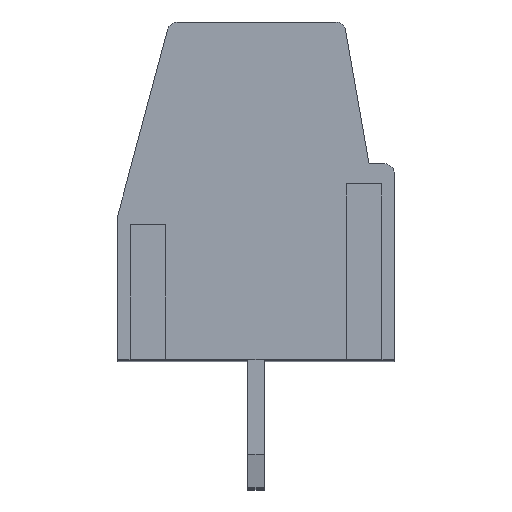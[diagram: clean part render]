
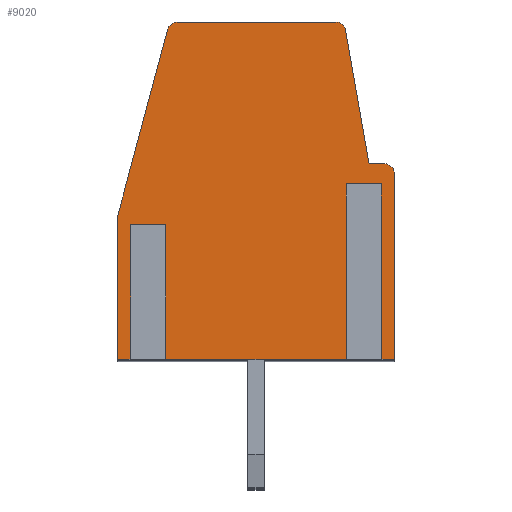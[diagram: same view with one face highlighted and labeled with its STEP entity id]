
A CAD part, top view. The second image highlights one B-rep face of the part: STEP entity #9020.
In plain terms, the highlighted planar face has unit normal (0, 0, 1).
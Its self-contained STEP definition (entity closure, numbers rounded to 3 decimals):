
#17 = VECTOR ( 'NONE', #9172, 1000. ) ;
#142 = DIRECTION ( 'NONE',  ( -1., 0., 0. ) ) ;
#147 = ORIENTED_EDGE ( 'NONE', *, *, #8424, .F. ) ;
#285 = DIRECTION ( 'NONE',  ( 0., 0., -1. ) ) ;
#318 = CARTESIAN_POINT ( 'NONE',  ( 1.213, 5.8, 12.7 ) ) ;
#400 = DIRECTION ( 'NONE',  ( 0., -1., 0. ) ) ;
#648 = DIRECTION ( 'NONE',  ( 0., 0., -1. ) ) ;
#692 = ORIENTED_EDGE ( 'NONE', *, *, #3560, .F. ) ;
#738 = CARTESIAN_POINT ( 'NONE',  ( 0., 0., 12.7 ) ) ;
#741 = LINE ( 'NONE', #1821, #17 ) ;
#749 = CIRCLE ( 'NONE', #10901, 0.3 ) ;
#766 = VERTEX_POINT ( 'NONE', #3691 ) ;
#768 = VERTEX_POINT ( 'NONE', #885 ) ;
#855 = EDGE_CURVE ( 'NONE', #4941, #10920, #10948, .T. ) ;
#885 = CARTESIAN_POINT ( 'NONE',  ( 6.753, 9.752, 12.7 ) ) ;
#963 = VERTEX_POINT ( 'NONE', #1523 ) ;
#976 = CIRCLE ( 'NONE', #8274, 0.3 ) ;
#1046 = CARTESIAN_POINT ( 'NONE',  ( 0.613, 0., 12.7 ) ) ;
#1175 = VECTOR ( 'NONE', #11432, 1000. ) ;
#1194 = CARTESIAN_POINT ( 'NONE',  ( 7.588, 0., 12.7 ) ) ;
#1327 = CARTESIAN_POINT ( 'NONE',  ( 6.458, 9.7, 12.7 ) ) ;
#1443 = DIRECTION ( 'NONE',  ( 0.259, 0.966, 0. ) ) ;
#1448 = EDGE_CURVE ( 'NONE', #3956, #2320, #8536, .T. ) ;
#1494 = ORIENTED_EDGE ( 'NONE', *, *, #5240, .F. ) ;
#1523 = CARTESIAN_POINT ( 'NONE',  ( 0., 4.25, 12.7 ) ) ;
#1670 = CARTESIAN_POINT ( 'NONE',  ( 8.2, 0., 12.7 ) ) ;
#1704 = DIRECTION ( 'NONE',  ( -1., 0., 0. ) ) ;
#1772 = CARTESIAN_POINT ( 'NONE',  ( 6.458, 10., 12.7 ) ) ;
#1788 = CARTESIAN_POINT ( 'NONE',  ( 7.588, 5.2, 12.7 ) ) ;
#1795 = DIRECTION ( 'NONE',  ( -1., 0., 0. ) ) ;
#1803 = EDGE_CURVE ( 'NONE', #6015, #3956, #749, .T. ) ;
#1818 = LINE ( 'NONE', #5550, #8952 ) ;
#1821 = CARTESIAN_POINT ( 'NONE',  ( 8.2, 0., 12.7 ) ) ;
#1898 = DIRECTION ( 'NONE',  ( -1., 0., 0. ) ) ;
#2144 = AXIS2_PLACEMENT_3D ( 'NONE', #7672, #285, #1898 ) ;
#2184 = ORIENTED_EDGE ( 'NONE', *, *, #1803, .F. ) ;
#2207 = DIRECTION ( 'NONE',  ( 0., 0., -1. ) ) ;
#2320 = VERTEX_POINT ( 'NONE', #1772 ) ;
#2500 = VECTOR ( 'NONE', #8416, 1000. ) ;
#2544 = VECTOR ( 'NONE', #6454, 1000. ) ;
#2619 = ORIENTED_EDGE ( 'NONE', *, *, #855, .F. ) ;
#2659 = EDGE_CURVE ( 'NONE', #8392, #9005, #8909, .T. ) ;
#2923 = LINE ( 'NONE', #4969, #6506 ) ;
#3009 = CARTESIAN_POINT ( 'NONE',  ( 6.988, 0., 12.7 ) ) ;
#3262 = CARTESIAN_POINT ( 'NONE',  ( 0., 0., 12.7 ) ) ;
#3284 = VECTOR ( 'NONE', #4621, 1000. ) ;
#3299 = CARTESIAN_POINT ( 'NONE',  ( 8.2, 4., 12.7 ) ) ;
#3424 = VECTOR ( 'NONE', #4686, 1000. ) ;
#3543 = ORIENTED_EDGE ( 'NONE', *, *, #4121, .F. ) ;
#3560 = EDGE_CURVE ( 'NONE', #768, #766, #8235, .T. ) ;
#3566 = CARTESIAN_POINT ( 'NONE',  ( 1.771, 10., 12.7 ) ) ;
#3691 = CARTESIAN_POINT ( 'NONE',  ( 7.45, 5.8, 12.7 ) ) ;
#3779 = VERTEX_POINT ( 'NONE', #1194 ) ;
#3956 = VERTEX_POINT ( 'NONE', #3566 ) ;
#3983 = EDGE_CURVE ( 'NONE', #766, #4174, #8406, .T. ) ;
#4028 = ORIENTED_EDGE ( 'NONE', *, *, #9230, .F. ) ;
#4121 = EDGE_CURVE ( 'NONE', #8951, #4941, #1818, .T. ) ;
#4143 = VERTEX_POINT ( 'NONE', #10933 ) ;
#4174 = VERTEX_POINT ( 'NONE', #8329 ) ;
#4372 = LINE ( 'NONE', #1670, #10183 ) ;
#4621 = DIRECTION ( 'NONE',  ( 0.174, -0.985, 0. ) ) ;
#4680 = PLANE ( 'NONE',  #2144 ) ;
#4686 = DIRECTION ( 'NONE',  ( 1., 0., 0. ) ) ;
#4696 = VECTOR ( 'NONE', #1443, 1000. ) ;
#4941 = VERTEX_POINT ( 'NONE', #10509 ) ;
#4969 = CARTESIAN_POINT ( 'NONE',  ( 0.613, 5.8, 12.7 ) ) ;
#4990 = ORIENTED_EDGE ( 'NONE', *, *, #1448, .F. ) ;
#5160 = LINE ( 'NONE', #7992, #1175 ) ;
#5170 = DIRECTION ( 'NONE',  ( -1., 0., 0. ) ) ;
#5240 = EDGE_CURVE ( 'NONE', #4143, #8925, #11326, .T. ) ;
#5523 = LINE ( 'NONE', #7336, #2500 ) ;
#5524 = CARTESIAN_POINT ( 'NONE',  ( 8.2, 10., 12.7 ) ) ;
#5550 = CARTESIAN_POINT ( 'NONE',  ( 8.2, 5.2, 12.7 ) ) ;
#5567 = ORIENTED_EDGE ( 'NONE', *, *, #6563, .F. ) ;
#5619 = VECTOR ( 'NONE', #9116, 1000. ) ;
#5685 = EDGE_CURVE ( 'NONE', #9005, #11140, #2923, .T. ) ;
#5989 = AXIS2_PLACEMENT_3D ( 'NONE', #10426, #2207, #1704 ) ;
#5999 = VERTEX_POINT ( 'NONE', #7845 ) ;
#6015 = VERTEX_POINT ( 'NONE', #7912 ) ;
#6107 = VERTEX_POINT ( 'NONE', #3262 ) ;
#6195 = CARTESIAN_POINT ( 'NONE',  ( 0., 4.25, 12.7 ) ) ;
#6454 = DIRECTION ( 'NONE',  ( 1., 0., 0. ) ) ;
#6506 = VECTOR ( 'NONE', #400, 1000. ) ;
#6520 = CARTESIAN_POINT ( 'NONE',  ( 7.45, 5.8, 12.7 ) ) ;
#6534 = CARTESIAN_POINT ( 'NONE',  ( 6.753, 9.752, 12.7 ) ) ;
#6563 = EDGE_CURVE ( 'NONE', #10920, #5999, #741, .T. ) ;
#6748 = ORIENTED_EDGE ( 'NONE', *, *, #5685, .F. ) ;
#6772 = EDGE_CURVE ( 'NONE', #11140, #6107, #4372, .T. ) ;
#6797 = ORIENTED_EDGE ( 'NONE', *, *, #3983, .F. ) ;
#6816 = EDGE_CURVE ( 'NONE', #8925, #3779, #5523, .T. ) ;
#7076 = CARTESIAN_POINT ( 'NONE',  ( 1.771, 9.7, 12.7 ) ) ;
#7336 = CARTESIAN_POINT ( 'NONE',  ( 8.2, 0., 12.7 ) ) ;
#7597 = CARTESIAN_POINT ( 'NONE',  ( 1.213, 4., 12.7 ) ) ;
#7629 = DIRECTION ( 'NONE',  ( 0., -1., 0. ) ) ;
#7672 = CARTESIAN_POINT ( 'NONE',  ( 8.2, 5.8, 12.7 ) ) ;
#7691 = EDGE_CURVE ( 'NONE', #2320, #768, #976, .T. ) ;
#7845 = CARTESIAN_POINT ( 'NONE',  ( 1.213, 0., 12.7 ) ) ;
#7912 = CARTESIAN_POINT ( 'NONE',  ( 1.481, 9.778, 12.7 ) ) ;
#7992 = CARTESIAN_POINT ( 'NONE',  ( 7.588, 5.8, 12.7 ) ) ;
#8129 = LINE ( 'NONE', #6195, #4696 ) ;
#8235 = LINE ( 'NONE', #6534, #3284 ) ;
#8274 = AXIS2_PLACEMENT_3D ( 'NONE', #1327, #10570, #9578 ) ;
#8329 = CARTESIAN_POINT ( 'NONE',  ( 7.9, 5.8, 12.7 ) ) ;
#8392 = VERTEX_POINT ( 'NONE', #7597 ) ;
#8406 = LINE ( 'NONE', #6520, #2544 ) ;
#8416 = DIRECTION ( 'NONE',  ( -1., 0., 0. ) ) ;
#8424 = EDGE_CURVE ( 'NONE', #5999, #8392, #8573, .T. ) ;
#8466 = VECTOR ( 'NONE', #5170, 1000. ) ;
#8472 = CARTESIAN_POINT ( 'NONE',  ( 0.613, 4., 12.7 ) ) ;
#8490 = CIRCLE ( 'NONE', #5989, 0.3 ) ;
#8536 = LINE ( 'NONE', #5524, #3424 ) ;
#8573 = LINE ( 'NONE', #318, #10559 ) ;
#8586 = FACE_OUTER_BOUND ( 'NONE', #9757, .T. ) ;
#8826 = ORIENTED_EDGE ( 'NONE', *, *, #2659, .F. ) ;
#8839 = ORIENTED_EDGE ( 'NONE', *, *, #6772, .F. ) ;
#8867 = EDGE_CURVE ( 'NONE', #3779, #8951, #5160, .T. ) ;
#8909 = LINE ( 'NONE', #3299, #8466 ) ;
#8925 = VERTEX_POINT ( 'NONE', #9563 ) ;
#8951 = VERTEX_POINT ( 'NONE', #1788 ) ;
#8952 = VECTOR ( 'NONE', #142, 1000. ) ;
#8987 = LINE ( 'NONE', #738, #5619 ) ;
#9003 = DIRECTION ( 'NONE',  ( -1., 0., 0. ) ) ;
#9005 = VERTEX_POINT ( 'NONE', #8472 ) ;
#9020 = ADVANCED_FACE ( 'NONE', ( #8586 ), #4680, .F. ) ;
#9081 = ORIENTED_EDGE ( 'NONE', *, *, #6816, .F. ) ;
#9116 = DIRECTION ( 'NONE',  ( 0., 1., 0. ) ) ;
#9131 = DIRECTION ( 'NONE',  ( 0., -1., 0. ) ) ;
#9172 = DIRECTION ( 'NONE',  ( -1., 0., 0. ) ) ;
#9230 = EDGE_CURVE ( 'NONE', #4174, #4143, #8490, .T. ) ;
#9385 = ORIENTED_EDGE ( 'NONE', *, *, #8867, .F. ) ;
#9563 = CARTESIAN_POINT ( 'NONE',  ( 8.2, 0., 12.7 ) ) ;
#9578 = DIRECTION ( 'NONE',  ( -1., 0., 0. ) ) ;
#9689 = EDGE_CURVE ( 'NONE', #6107, #963, #8987, .T. ) ;
#9757 = EDGE_LOOP ( 'NONE', ( #2619, #3543, #9385, #9081, #1494, #4028, #6797, #692, #10084, #4990, #2184, #11440, #10168, #8839, #6748, #8826, #147, #5567 ) ) ;
#10084 = ORIENTED_EDGE ( 'NONE', *, *, #7691, .F. ) ;
#10168 = ORIENTED_EDGE ( 'NONE', *, *, #9689, .F. ) ;
#10183 = VECTOR ( 'NONE', #1795, 1000. ) ;
#10426 = CARTESIAN_POINT ( 'NONE',  ( 7.9, 5.5, 12.7 ) ) ;
#10509 = CARTESIAN_POINT ( 'NONE',  ( 6.988, 5.2, 12.7 ) ) ;
#10559 = VECTOR ( 'NONE', #11407, 1000. ) ;
#10570 = DIRECTION ( 'NONE',  ( 0., 0., -1. ) ) ;
#10884 = VECTOR ( 'NONE', #9131, 1000. ) ;
#10901 = AXIS2_PLACEMENT_3D ( 'NONE', #7076, #648, #9003 ) ;
#10920 = VERTEX_POINT ( 'NONE', #3009 ) ;
#10933 = CARTESIAN_POINT ( 'NONE',  ( 8.2, 5.5, 12.7 ) ) ;
#10948 = LINE ( 'NONE', #11006, #10884 ) ;
#11006 = CARTESIAN_POINT ( 'NONE',  ( 6.988, 5.8, 12.7 ) ) ;
#11140 = VERTEX_POINT ( 'NONE', #1046 ) ;
#11326 = LINE ( 'NONE', #11384, #11451 ) ;
#11377 = EDGE_CURVE ( 'NONE', #963, #6015, #8129, .T. ) ;
#11384 = CARTESIAN_POINT ( 'NONE',  ( 8.2, 5.8, 12.7 ) ) ;
#11407 = DIRECTION ( 'NONE',  ( 0., 1., 0. ) ) ;
#11432 = DIRECTION ( 'NONE',  ( 0., 1., 0. ) ) ;
#11440 = ORIENTED_EDGE ( 'NONE', *, *, #11377, .F. ) ;
#11451 = VECTOR ( 'NONE', #7629, 1000. ) ;
